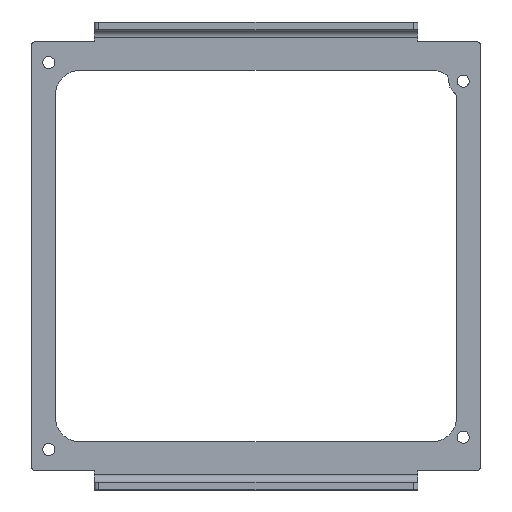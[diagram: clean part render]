
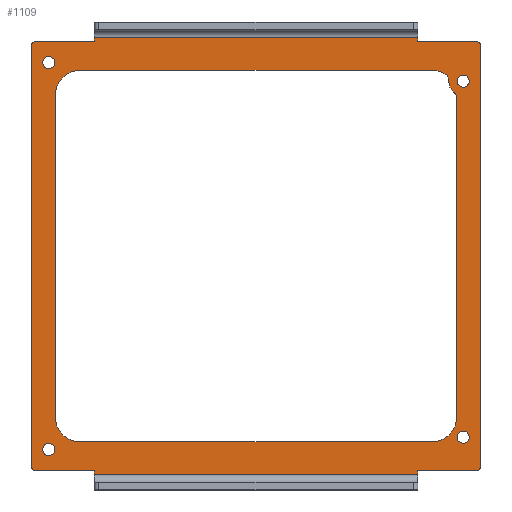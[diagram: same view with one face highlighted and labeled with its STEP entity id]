
A CAD part, top view. The second image highlights one B-rep face of the part: STEP entity #1109.
In plain terms, the highlighted planar face has unit normal (0, 0, 1).
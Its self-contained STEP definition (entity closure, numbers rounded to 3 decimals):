
#32=FACE_BOUND('',#202,.T.);
#33=FACE_BOUND('',#203,.T.);
#34=FACE_BOUND('',#204,.T.);
#35=FACE_BOUND('',#205,.T.);
#36=FACE_BOUND('',#206,.T.);
#66=PLANE('',#1240);
#125=FACE_OUTER_BOUND('',#201,.T.);
#201=EDGE_LOOP('',(#991,#992,#993,#994,#995,#996,#997,#998,#999,#1000,#1001,
#1002,#1003,#1004,#1005,#1006));
#202=EDGE_LOOP('',(#1007));
#203=EDGE_LOOP('',(#1008));
#204=EDGE_LOOP('',(#1009));
#205=EDGE_LOOP('',(#1010));
#206=EDGE_LOOP('',(#1011,#1012,#1013,#1014,#1015,#1016,#1017,#1018,#1019,
#1020,#1021));
#233=LINE('',#1663,#330);
#252=LINE('',#1731,#349);
#255=LINE('',#1739,#352);
#258=LINE('',#1747,#355);
#264=LINE('',#1765,#361);
#271=LINE('',#1790,#368);
#274=LINE('',#1797,#371);
#277=LINE('',#1805,#374);
#289=LINE('',#1849,#386);
#295=LINE('',#1868,#392);
#297=LINE('',#1873,#394);
#299=LINE('',#1877,#396);
#300=LINE('',#1879,#397);
#301=LINE('',#1881,#398);
#302=LINE('',#1883,#399);
#303=LINE('',#1885,#400);
#330=VECTOR('',#1325,10.);
#349=VECTOR('',#1380,10.);
#352=VECTOR('',#1389,10.);
#355=VECTOR('',#1398,10.);
#361=VECTOR('',#1418,10.);
#368=VECTOR('',#1447,10.);
#371=VECTOR('',#1456,10.);
#374=VECTOR('',#1465,10.);
#386=VECTOR('',#1523,10.);
#392=VECTOR('',#1549,10.);
#394=VECTOR('',#1555,10.);
#396=VECTOR('',#1559,10.);
#397=VECTOR('',#1562,10.);
#398=VECTOR('',#1565,10.);
#399=VECTOR('',#1568,10.);
#400=VECTOR('',#1571,10.);
#415=CIRCLE('',#1149,1.);
#431=CIRCLE('',#1168,1.);
#432=CIRCLE('',#1171,1.);
#433=CIRCLE('',#1174,1.);
#434=CIRCLE('',#1177,1.5);
#435=CIRCLE('',#1179,3.);
#436=CIRCLE('',#1181,1.5);
#437=CIRCLE('',#1184,5.);
#438=CIRCLE('',#1186,1.25);
#439=CIRCLE('',#1188,1.25);
#440=CIRCLE('',#1190,1.25);
#441=CIRCLE('',#1192,1.25);
#442=CIRCLE('',#1195,5.);
#443=CIRCLE('',#1198,5.);
#444=CIRCLE('',#1201,5.);
#487=VERTEX_POINT('',#1650);
#488=VERTEX_POINT('',#1651);
#492=VERTEX_POINT('',#1661);
#521=VERTEX_POINT('',#1723);
#522=VERTEX_POINT('',#1724);
#523=VERTEX_POINT('',#1729);
#524=VERTEX_POINT('',#1733);
#525=VERTEX_POINT('',#1737);
#526=VERTEX_POINT('',#1741);
#527=VERTEX_POINT('',#1742);
#528=VERTEX_POINT('',#1749);
#529=VERTEX_POINT('',#1751);
#530=VERTEX_POINT('',#1755);
#531=VERTEX_POINT('',#1759);
#532=VERTEX_POINT('',#1763);
#533=VERTEX_POINT('',#1767);
#534=VERTEX_POINT('',#1771);
#535=VERTEX_POINT('',#1775);
#536=VERTEX_POINT('',#1779);
#537=VERTEX_POINT('',#1783);
#538=VERTEX_POINT('',#1787);
#539=VERTEX_POINT('',#1789);
#540=VERTEX_POINT('',#1793);
#541=VERTEX_POINT('',#1799);
#542=VERTEX_POINT('',#1803);
#550=VERTEX_POINT('',#1841);
#551=VERTEX_POINT('',#1845);
#553=VERTEX_POINT('',#1860);
#554=VERTEX_POINT('',#1864);
#555=VERTEX_POINT('',#1871);
#556=VERTEX_POINT('',#1875);
#593=EDGE_CURVE('',#487,#488,#415,.T.);
#599=EDGE_CURVE('',#487,#492,#233,.T.);
#629=EDGE_CURVE('',#521,#522,#431,.T.);
#633=EDGE_CURVE('',#521,#523,#252,.T.);
#634=EDGE_CURVE('',#524,#523,#432,.T.);
#637=EDGE_CURVE('',#524,#525,#255,.T.);
#638=EDGE_CURVE('',#526,#527,#433,.T.);
#641=EDGE_CURVE('',#526,#488,#258,.T.);
#643=EDGE_CURVE('',#528,#529,#434,.T.);
#646=EDGE_CURVE('',#528,#530,#435,.T.);
#647=EDGE_CURVE('',#530,#531,#436,.F.);
#650=EDGE_CURVE('',#531,#532,#264,.T.);
#651=EDGE_CURVE('',#533,#529,#437,.T.);
#653=EDGE_CURVE('',#534,#534,#438,.T.);
#655=EDGE_CURVE('',#535,#535,#439,.T.);
#657=EDGE_CURVE('',#536,#536,#440,.T.);
#659=EDGE_CURVE('',#537,#537,#441,.T.);
#662=EDGE_CURVE('',#539,#538,#271,.T.);
#665=EDGE_CURVE('',#538,#540,#442,.T.);
#666=EDGE_CURVE('',#540,#533,#274,.T.);
#668=EDGE_CURVE('',#532,#541,#443,.T.);
#670=EDGE_CURVE('',#541,#542,#277,.T.);
#671=EDGE_CURVE('',#542,#539,#444,.T.);
#693=EDGE_CURVE('',#550,#551,#289,.T.);
#703=EDGE_CURVE('',#553,#554,#295,.T.);
#705=EDGE_CURVE('',#551,#555,#297,.T.);
#707=EDGE_CURVE('',#554,#556,#299,.T.);
#708=EDGE_CURVE('',#492,#553,#300,.T.);
#709=EDGE_CURVE('',#555,#527,#301,.T.);
#710=EDGE_CURVE('',#525,#550,#302,.T.);
#711=EDGE_CURVE('',#556,#522,#303,.T.);
#991=ORIENTED_EDGE('',*,*,#593,.F.);
#992=ORIENTED_EDGE('',*,*,#599,.T.);
#993=ORIENTED_EDGE('',*,*,#708,.T.);
#994=ORIENTED_EDGE('',*,*,#703,.T.);
#995=ORIENTED_EDGE('',*,*,#707,.T.);
#996=ORIENTED_EDGE('',*,*,#711,.T.);
#997=ORIENTED_EDGE('',*,*,#629,.F.);
#998=ORIENTED_EDGE('',*,*,#633,.T.);
#999=ORIENTED_EDGE('',*,*,#634,.F.);
#1000=ORIENTED_EDGE('',*,*,#637,.T.);
#1001=ORIENTED_EDGE('',*,*,#710,.T.);
#1002=ORIENTED_EDGE('',*,*,#693,.T.);
#1003=ORIENTED_EDGE('',*,*,#705,.T.);
#1004=ORIENTED_EDGE('',*,*,#709,.T.);
#1005=ORIENTED_EDGE('',*,*,#638,.F.);
#1006=ORIENTED_EDGE('',*,*,#641,.T.);
#1007=ORIENTED_EDGE('',*,*,#653,.T.);
#1008=ORIENTED_EDGE('',*,*,#655,.T.);
#1009=ORIENTED_EDGE('',*,*,#657,.T.);
#1010=ORIENTED_EDGE('',*,*,#659,.T.);
#1011=ORIENTED_EDGE('',*,*,#662,.T.);
#1012=ORIENTED_EDGE('',*,*,#665,.T.);
#1013=ORIENTED_EDGE('',*,*,#666,.T.);
#1014=ORIENTED_EDGE('',*,*,#651,.T.);
#1015=ORIENTED_EDGE('',*,*,#643,.F.);
#1016=ORIENTED_EDGE('',*,*,#646,.T.);
#1017=ORIENTED_EDGE('',*,*,#647,.T.);
#1018=ORIENTED_EDGE('',*,*,#650,.T.);
#1019=ORIENTED_EDGE('',*,*,#668,.T.);
#1020=ORIENTED_EDGE('',*,*,#670,.T.);
#1021=ORIENTED_EDGE('',*,*,#671,.T.);
#1109=ADVANCED_FACE('',(#125,#32,#33,#34,#35,#36),#66,.T.);
#1149=AXIS2_PLACEMENT_3D('',#1652,#1315,#1316);
#1168=AXIS2_PLACEMENT_3D('',#1725,#1373,#1374);
#1171=AXIS2_PLACEMENT_3D('',#1734,#1383,#1384);
#1174=AXIS2_PLACEMENT_3D('',#1743,#1392,#1393);
#1177=AXIS2_PLACEMENT_3D('',#1752,#1402,#1403);
#1179=AXIS2_PLACEMENT_3D('',#1757,#1408,#1409);
#1181=AXIS2_PLACEMENT_3D('',#1760,#1412,#1413);
#1184=AXIS2_PLACEMENT_3D('',#1768,#1421,#1422);
#1186=AXIS2_PLACEMENT_3D('',#1772,#1426,#1427);
#1188=AXIS2_PLACEMENT_3D('',#1776,#1431,#1432);
#1190=AXIS2_PLACEMENT_3D('',#1780,#1436,#1437);
#1192=AXIS2_PLACEMENT_3D('',#1784,#1441,#1442);
#1195=AXIS2_PLACEMENT_3D('',#1795,#1452,#1453);
#1198=AXIS2_PLACEMENT_3D('',#1801,#1460,#1461);
#1201=AXIS2_PLACEMENT_3D('',#1807,#1468,#1469);
#1240=AXIS2_PLACEMENT_3D('',#1886,#1572,#1573);
#1315=DIRECTION('center_axis',(0.,0.,-1.));
#1316=DIRECTION('ref_axis',(0.707,0.707,0.));
#1325=DIRECTION('',(-1.,0.,0.));
#1373=DIRECTION('center_axis',(0.,0.,-1.));
#1374=DIRECTION('ref_axis',(-0.707,0.707,0.));
#1380=DIRECTION('',(0.,-1.,0.));
#1383=DIRECTION('center_axis',(0.,0.,-1.));
#1384=DIRECTION('ref_axis',(-0.707,-0.707,0.));
#1389=DIRECTION('',(1.,0.,0.));
#1392=DIRECTION('center_axis',(0.,0.,-1.));
#1393=DIRECTION('ref_axis',(0.707,-0.707,0.));
#1398=DIRECTION('',(0.,1.,0.));
#1402=DIRECTION('center_axis',(0.,0.,1.));
#1403=DIRECTION('ref_axis',(0.884,0.467,0.));
#1408=DIRECTION('center_axis',(0.,0.,1.));
#1409=DIRECTION('ref_axis',(-1.,0.,0.));
#1412=DIRECTION('center_axis',(0.,0.,1.));
#1413=DIRECTION('ref_axis',(-1.,0.,0.));
#1418=DIRECTION('',(0.,-1.,0.));
#1421=DIRECTION('center_axis',(0.,0.,-1.));
#1422=DIRECTION('ref_axis',(0.,1.,0.));
#1426=DIRECTION('center_axis',(0.,0.,-1.));
#1427=DIRECTION('ref_axis',(-1.,0.,0.));
#1431=DIRECTION('center_axis',(0.,0.,-1.));
#1432=DIRECTION('ref_axis',(-1.,0.,0.));
#1436=DIRECTION('center_axis',(0.,0.,-1.));
#1437=DIRECTION('ref_axis',(-1.,0.,0.));
#1441=DIRECTION('center_axis',(0.,0.,-1.));
#1442=DIRECTION('ref_axis',(-1.,0.,0.));
#1447=DIRECTION('',(0.,1.,0.));
#1452=DIRECTION('center_axis',(0.,0.,-1.));
#1453=DIRECTION('ref_axis',(-1.,0.,0.));
#1456=DIRECTION('',(1.,0.,0.));
#1460=DIRECTION('center_axis',(0.,0.,-1.));
#1461=DIRECTION('ref_axis',(1.,0.,0.));
#1465=DIRECTION('',(-1.,0.,0.));
#1468=DIRECTION('center_axis',(0.,0.,-1.));
#1469=DIRECTION('ref_axis',(0.,-1.,0.));
#1523=DIRECTION('',(1.,0.,0.));
#1549=DIRECTION('',(-1.,0.,0.));
#1555=DIRECTION('',(0.,1.,0.));
#1559=DIRECTION('',(0.,-1.,0.));
#1562=DIRECTION('',(0.,1.,0.));
#1565=DIRECTION('',(1.,0.,0.));
#1568=DIRECTION('',(0.,-1.,0.));
#1571=DIRECTION('',(-1.,0.,0.));
#1572=DIRECTION('center_axis',(0.,0.,1.));
#1573=DIRECTION('ref_axis',(1.,0.,0.));
#1650=CARTESIAN_POINT('',(92.,88.8,1.6));
#1651=CARTESIAN_POINT('',(93.,87.8,1.6));
#1652=CARTESIAN_POINT('Origin',(92.,87.8,1.6));
#1661=CARTESIAN_POINT('',(80.,88.8,1.6));
#1663=CARTESIAN_POINT('',(93.,88.8,1.6));
#1723=CARTESIAN_POINT('',(0.,87.8,1.6));
#1724=CARTESIAN_POINT('',(1.,88.8,1.6));
#1725=CARTESIAN_POINT('Origin',(1.,87.8,1.6));
#1729=CARTESIAN_POINT('',(0.,1.,1.6));
#1731=CARTESIAN_POINT('',(0.,88.8,1.6));
#1733=CARTESIAN_POINT('',(1.,0.,1.6));
#1734=CARTESIAN_POINT('Origin',(1.,1.,1.6));
#1737=CARTESIAN_POINT('',(13.,0.,1.6));
#1739=CARTESIAN_POINT('',(0.,0.,1.6));
#1741=CARTESIAN_POINT('',(93.,1.,1.6));
#1742=CARTESIAN_POINT('',(92.,0.,1.6));
#1743=CARTESIAN_POINT('Origin',(92.,1.,1.6));
#1747=CARTESIAN_POINT('',(93.,0.,1.6));
#1749=CARTESIAN_POINT('',(86.365,80.706,1.6));
#1751=CARTESIAN_POINT('',(85.665,82.031,1.6));
#1752=CARTESIAN_POINT('Origin',(84.866,80.761,1.6));
#1755=CARTESIAN_POINT('',(87.454,78.28,1.6));
#1757=CARTESIAN_POINT('Origin',(89.363,80.595,1.6));
#1759=CARTESIAN_POINT('',(88.,77.123,1.6));
#1760=CARTESIAN_POINT('Origin',(86.5,77.123,1.6));
#1763=CARTESIAN_POINT('',(88.,11.,1.6));
#1765=CARTESIAN_POINT('',(88.,27.7,1.6));
#1767=CARTESIAN_POINT('',(83.,82.8,1.6));
#1768=CARTESIAN_POINT('Origin',(83.,77.8,1.6));
#1771=CARTESIAN_POINT('',(90.613,80.595,1.6));
#1772=CARTESIAN_POINT('Origin',(89.363,80.595,1.6));
#1775=CARTESIAN_POINT('',(90.613,6.935,1.6));
#1776=CARTESIAN_POINT('Origin',(89.363,6.935,1.6));
#1779=CARTESIAN_POINT('',(4.888,84.405,1.6));
#1780=CARTESIAN_POINT('Origin',(3.638,84.405,1.6));
#1783=CARTESIAN_POINT('',(4.888,4.395,1.6));
#1784=CARTESIAN_POINT('Origin',(3.638,4.395,1.6));
#1787=CARTESIAN_POINT('',(5.,77.8,1.6));
#1789=CARTESIAN_POINT('',(5.,11.,1.6));
#1790=CARTESIAN_POINT('',(5.,61.1,1.6));
#1793=CARTESIAN_POINT('',(10.,82.8,1.6));
#1795=CARTESIAN_POINT('Origin',(10.,77.8,1.6));
#1797=CARTESIAN_POINT('',(64.75,82.8,1.6));
#1799=CARTESIAN_POINT('',(83.,6.,1.6));
#1801=CARTESIAN_POINT('Origin',(83.,11.,1.6));
#1803=CARTESIAN_POINT('',(10.,6.,1.6));
#1805=CARTESIAN_POINT('',(28.25,6.,1.6));
#1807=CARTESIAN_POINT('Origin',(10.,11.,1.6));
#1841=CARTESIAN_POINT('',(13.,-0.8,1.6));
#1845=CARTESIAN_POINT('',(80.,-0.8,1.6));
#1849=CARTESIAN_POINT('',(29.75,-0.8,1.6));
#1860=CARTESIAN_POINT('',(80.,89.6,1.6));
#1864=CARTESIAN_POINT('',(13.,89.6,1.6));
#1868=CARTESIAN_POINT('',(63.25,89.6,1.6));
#1871=CARTESIAN_POINT('',(80.,0.,1.6));
#1873=CARTESIAN_POINT('',(80.,-4.,1.6));
#1875=CARTESIAN_POINT('',(13.,88.8,1.6));
#1877=CARTESIAN_POINT('',(13.,88.8,1.6));
#1879=CARTESIAN_POINT('',(80.,92.8,1.6));
#1881=CARTESIAN_POINT('',(80.,0.,1.6));
#1883=CARTESIAN_POINT('',(13.,0.,1.6));
#1885=CARTESIAN_POINT('',(13.,88.8,1.6));
#1886=CARTESIAN_POINT('Origin',(46.5,44.4,1.6));
